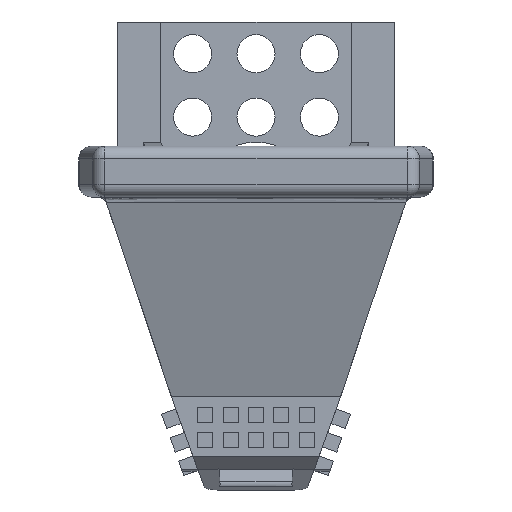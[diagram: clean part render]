
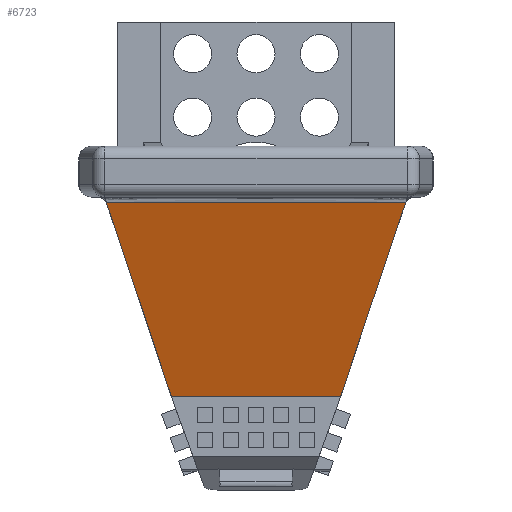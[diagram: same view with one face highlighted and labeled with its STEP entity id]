
A CAD part, front view. The second image highlights one B-rep face of the part: STEP entity #6723.
In plain terms, the highlighted planar face has unit normal (0, -0.954, -0.299).
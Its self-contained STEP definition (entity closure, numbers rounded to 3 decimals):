
#375=FACE_OUTER_BOUND('',#775,.T.);
#775=EDGE_LOOP('',(#4835,#4836,#4837,#4838));
#1294=LINE('',#9876,#2124);
#1313=LINE('',#9954,#2143);
#1314=LINE('',#9956,#2144);
#1315=LINE('',#9957,#2145);
#2124=VECTOR('',#7951,10.);
#2143=VECTOR('',#7992,10.);
#2144=VECTOR('',#7993,10.);
#2145=VECTOR('',#7994,10.);
#2920=VERTEX_POINT('',#9874);
#2921=VERTEX_POINT('',#9875);
#2935=VERTEX_POINT('',#9953);
#2936=VERTEX_POINT('',#9955);
#3622=EDGE_CURVE('',#2920,#2921,#1294,.T.);
#3646=EDGE_CURVE('',#2935,#2920,#1313,.T.);
#3647=EDGE_CURVE('',#2935,#2936,#1314,.T.);
#3648=EDGE_CURVE('',#2921,#2936,#1315,.T.);
#4835=ORIENTED_EDGE('',*,*,#3622,.F.);
#4836=ORIENTED_EDGE('',*,*,#3646,.F.);
#4837=ORIENTED_EDGE('',*,*,#3647,.T.);
#4838=ORIENTED_EDGE('',*,*,#3648,.F.);
#6394=PLANE('',#7165);
#6723=ADVANCED_FACE('',(#375),#6394,.F.);
#7165=AXIS2_PLACEMENT_3D('',#9952,#7990,#7991);
#7951=DIRECTION('',(1.,0.,0.));
#7990=DIRECTION('center_axis',(0.,0.954,0.299));
#7991=DIRECTION('ref_axis',(0.,0.299,-0.954));
#7992=DIRECTION('',(-0.305,-0.285,0.909));
#7993=DIRECTION('',(1.,0.,0.));
#7994=DIRECTION('',(-0.305,0.285,-0.909));
#9874=CARTESIAN_POINT('',(-5.901,-2.9,-7.353));
#9875=CARTESIAN_POINT('',(5.901,-2.9,-7.353));
#9876=CARTESIAN_POINT('',(5.462,-2.9,-7.353));
#9952=CARTESIAN_POINT('Origin',(6.35,-2.9,-7.353));
#9953=CARTESIAN_POINT('',(-3.337,-0.5,-15.));
#9954=CARTESIAN_POINT('',(-5.413,-2.443,-8.81));
#9955=CARTESIAN_POINT('',(3.337,-0.5,-15.));
#9956=CARTESIAN_POINT('',(1.669,-0.5,-15.));
#9957=CARTESIAN_POINT('',(6.002,-2.995,-7.052));
